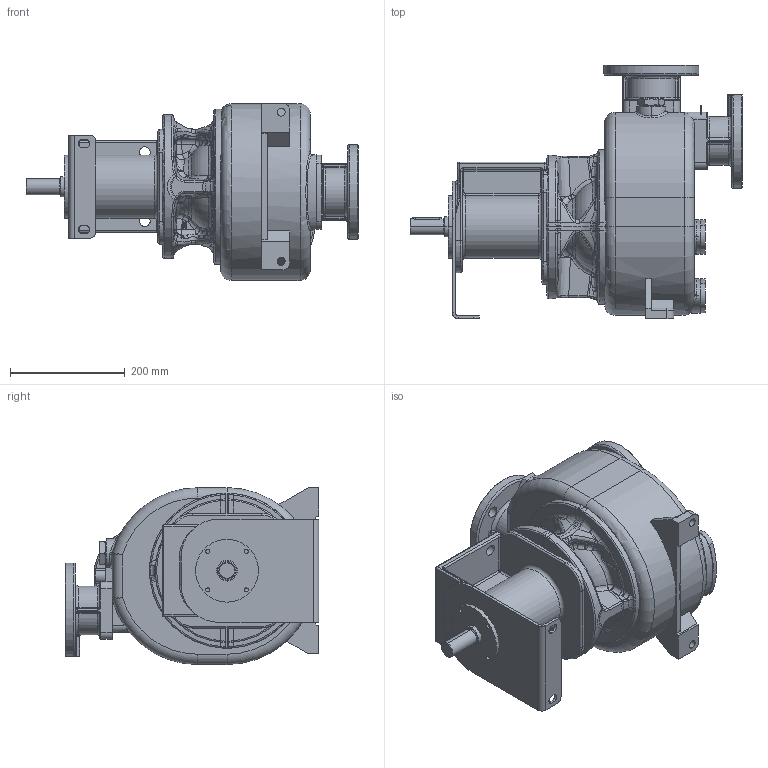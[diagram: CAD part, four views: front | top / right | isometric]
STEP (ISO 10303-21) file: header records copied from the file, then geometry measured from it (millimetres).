
FILE_DESCRIPTION((''),'2;1');
FILE_NAME('S_68_G_B_F','2022-04-04T10:38:50',('Nicola'),(''),'CREO PARAMETRIC BY PTC INC, 2020354','CREO PARAMETRIC BY PTC INC, 2020354','');
FILE_SCHEMA(('CONFIG_CONTROL_DESIGN'));
Products named in the file (1): S_68_G_B_F
Bounding box: 578.5 x 442 x 308.5 mm (x, y, z)
Volume: 21382110.2 mm3; surface area: 900474.4 mm2
Topology: 1 solids, 1 shells, 1284 faces, 3024 edges, 1783 vertices
Faces by surface type: bspline 528, cylinder 298, plane 251, torus 105, cone 54, sphere 28, revolution 12, extrusion 8
Entity records: 84673 total; most frequent: CARTESIAN_POINT 58869, ORIENTED_EDGE 6040, DIRECTION 4462, EDGE_CURVE 3020, AXIS2_PLACEMENT_3D 1863, VERTEX_POINT 1783, EDGE_LOOP 1361, FACE_OUTER_BOUND 1284
